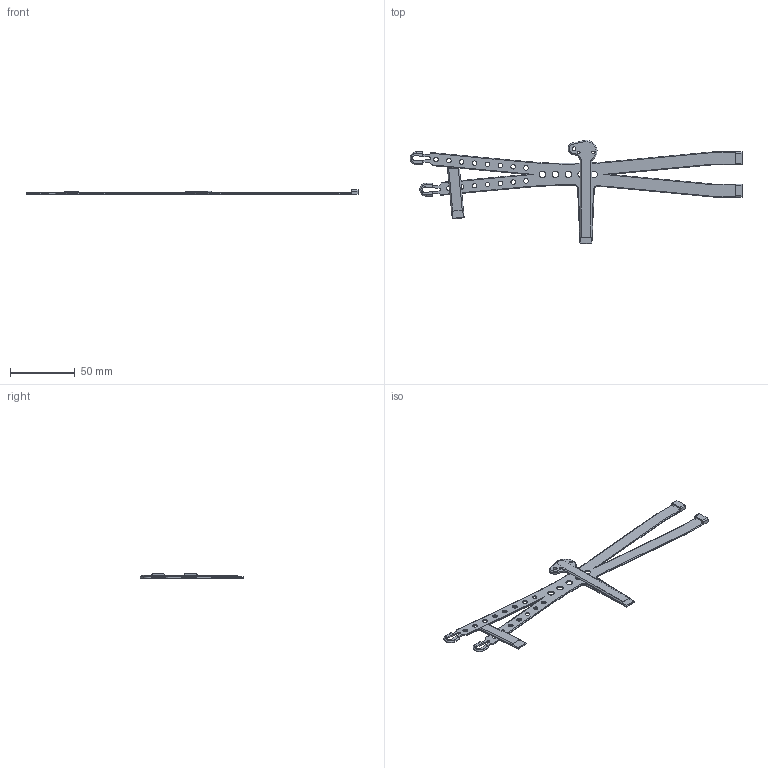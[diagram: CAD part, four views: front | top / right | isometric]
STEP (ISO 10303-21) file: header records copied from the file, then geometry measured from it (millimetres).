
FILE_DESCRIPTION(/* description */ (''),/* implementation_level */ '2;1');
FILE_NAME(/* name */ 'tt-belt-v6.step',/* time_stamp */ '2024-02-03T23:28:23+01:00',/* author */ (''),/* organization */ (''),/* preprocessor_version */ 'ST-DEVELOPER v20',/* originating_system */ 'Autodesk Translation Framework v12.20.1.177',/* authorisation */ '');
FILE_SCHEMA (('AUTOMOTIVE_DESIGN { 1 0 10303 214 3 1 1 }'));
Length unit declared in the file: millimetre
Products named in the file (1): New Belt
Bounding box: 257 x 80 x 3.35 mm (x, y, z)
Volume: 6372 mm3; surface area: 14581.2 mm2
Topology: 1 solids, 1 shells, 168 faces, 493 edges, 318 vertices
Faces by surface type: plane 85, cylinder 69, torus 8, cone 6
Full cylindrical faces by diameter (mm): 2 x2, 3 x1, 3.5 x13, 5 x3
Entity records: 5728 total; most frequent: CARTESIAN_POINT 998, ORIENTED_EDGE 986, DIRECTION 977, EDGE_CURVE 493, LINE 343, VECTOR 343, VERTEX_POINT 318, AXIS2_PLACEMENT_3D 317
